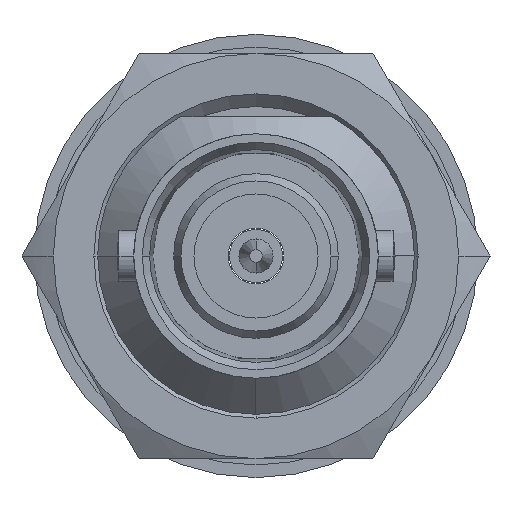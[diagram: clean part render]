
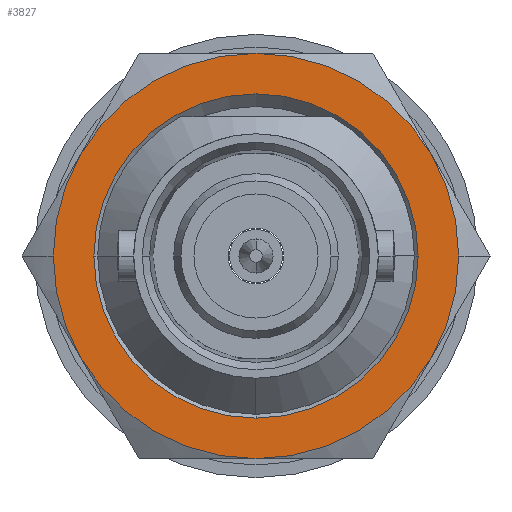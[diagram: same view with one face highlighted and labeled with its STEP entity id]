
A CAD part, left-side view. The second image highlights one B-rep face of the part: STEP entity #3827.
In plain terms, the highlighted planar face has unit normal (-1, 0, 0).
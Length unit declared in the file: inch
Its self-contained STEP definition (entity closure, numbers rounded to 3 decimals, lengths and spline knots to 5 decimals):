
#48 = CIRCLE ( 'NONE', #6871, 0.31496 ) ;
#69 = VERTEX_POINT ( 'NONE', #4530 ) ;
#82 = ORIENTED_EDGE ( 'NONE', *, *, #503, .F. ) ;
#104 = VERTEX_POINT ( 'NONE', #902 ) ;
#130 = CARTESIAN_POINT ( 'NONE',  ( 0., 0., 0. ) ) ;
#131 = PLANE ( 'NONE',  #6340 ) ;
#361 = DIRECTION ( 'NONE',  ( 1., 0., 0. ) ) ;
#371 = DIRECTION ( 'NONE',  ( 1., 0., 0. ) ) ;
#391 = CIRCLE ( 'NONE', #5191, 0.31496 ) ;
#448 = AXIS2_PLACEMENT_3D ( 'NONE', #3472, #4611, #5224 ) ;
#503 = EDGE_CURVE ( 'NONE', #2926, #4475, #7044, .T. ) ;
#512 = CIRCLE ( 'NONE', #1899, 0.25197 ) ;
#601 = CARTESIAN_POINT ( 'NONE',  ( 0., 0., 0. ) ) ;
#658 = CIRCLE ( 'NONE', #5089, 0.31496 ) ;
#788 = EDGE_CURVE ( 'NONE', #104, #4875, #1940, .T. ) ;
#791 = DIRECTION ( 'NONE',  ( 0., -0.866, -0.5 ) ) ;
#902 = CARTESIAN_POINT ( 'NONE',  ( 0., 0.31496, 0. ) ) ;
#948 = VERTEX_POINT ( 'NONE', #2168 ) ;
#958 = CARTESIAN_POINT ( 'NONE',  ( 0., 0., 0. ) ) ;
#1029 = EDGE_CURVE ( 'NONE', #1666, #69, #1928, .T. ) ;
#1082 = CIRCLE ( 'NONE', #448, 0.31496 ) ;
#1188 = DIRECTION ( 'NONE',  ( 1., 0., 0. ) ) ;
#1369 = DIRECTION ( 'NONE',  ( 0., 0., -1. ) ) ;
#1496 = FACE_OUTER_BOUND ( 'NONE', #1612, .T. ) ;
#1550 = AXIS2_PLACEMENT_3D ( 'NONE', #6877, #6717, #1369 ) ;
#1570 = EDGE_CURVE ( 'NONE', #7670, #4875, #1685, .T. ) ;
#1612 = EDGE_LOOP ( 'NONE', ( #2128, #3616, #5744, #4075, #82, #4320, #1870, #5805 ) ) ;
#1666 = VERTEX_POINT ( 'NONE', #2073 ) ;
#1671 = AXIS2_PLACEMENT_3D ( 'NONE', #958, #361, #5821 ) ;
#1685 = CIRCLE ( 'NONE', #1550, 0.31496 ) ;
#1852 = ORIENTED_EDGE ( 'NONE', *, *, #7465, .T. ) ;
#1864 = DIRECTION ( 'NONE',  ( 0., 0.866, 0.5 ) ) ;
#1870 = ORIENTED_EDGE ( 'NONE', *, *, #2764, .T. ) ;
#1899 = AXIS2_PLACEMENT_3D ( 'NONE', #3586, #1188, #6575 ) ;
#1928 = CIRCLE ( 'NONE', #1671, 0.25197 ) ;
#1940 = CIRCLE ( 'NONE', #4715, 0.31496 ) ;
#1953 = EDGE_CURVE ( 'NONE', #69, #2456, #6869, .T. ) ;
#2015 = CIRCLE ( 'NONE', #5688, 0.31496 ) ;
#2073 = CARTESIAN_POINT ( 'NONE',  ( 0., -0.25197, 0. ) ) ;
#2093 = EDGE_CURVE ( 'NONE', #948, #7670, #48, .T. ) ;
#2101 = AXIS2_PLACEMENT_3D ( 'NONE', #7026, #6306, #5789 ) ;
#2128 = ORIENTED_EDGE ( 'NONE', *, *, #1570, .F. ) ;
#2168 = CARTESIAN_POINT ( 'NONE',  ( 0., -0.27276, -0.15748 ) ) ;
#2456 = VERTEX_POINT ( 'NONE', #4147 ) ;
#2646 = FACE_BOUND ( 'NONE', #3349, .T. ) ;
#2764 = EDGE_CURVE ( 'NONE', #6936, #104, #1082, .T. ) ;
#2926 = VERTEX_POINT ( 'NONE', #5298 ) ;
#3207 = CARTESIAN_POINT ( 'NONE',  ( 0., -0.31496, 0. ) ) ;
#3242 = DIRECTION ( 'NONE',  ( 0., 1., 0. ) ) ;
#3349 = EDGE_LOOP ( 'NONE', ( #6390, #6710, #1852 ) ) ;
#3449 = CARTESIAN_POINT ( 'NONE',  ( 0., 0., 0. ) ) ;
#3472 = CARTESIAN_POINT ( 'NONE',  ( 0., 0., 0. ) ) ;
#3586 = CARTESIAN_POINT ( 'NONE',  ( 0., 0., 0. ) ) ;
#3616 = ORIENTED_EDGE ( 'NONE', *, *, #2093, .F. ) ;
#3652 = CARTESIAN_POINT ( 'NONE',  ( 0., 0., 0. ) ) ;
#3678 = DIRECTION ( 'NONE',  ( -1., 0., 0. ) ) ;
#3827 = ADVANCED_FACE ( 'NONE', ( #2646, #1496 ), #131, .F. ) ;
#4057 = DIRECTION ( 'NONE',  ( 0., 0.866, 0.5 ) ) ;
#4067 = AXIS2_PLACEMENT_3D ( 'NONE', #3449, #371, #5791 ) ;
#4075 = ORIENTED_EDGE ( 'NONE', *, *, #4557, .T. ) ;
#4147 = CARTESIAN_POINT ( 'NONE',  ( 0., 0.25197, 0. ) ) ;
#4296 = CARTESIAN_POINT ( 'NONE',  ( 0., 0., -0.31496 ) ) ;
#4320 = ORIENTED_EDGE ( 'NONE', *, *, #7360, .F. ) ;
#4426 = CARTESIAN_POINT ( 'NONE',  ( 0., 0., 0. ) ) ;
#4475 = VERTEX_POINT ( 'NONE', #4570 ) ;
#4530 = CARTESIAN_POINT ( 'NONE',  ( 0., 0., -0.25197 ) ) ;
#4557 = EDGE_CURVE ( 'NONE', #7111, #4475, #658, .T. ) ;
#4570 = CARTESIAN_POINT ( 'NONE',  ( 0., -0.27276, 0.15748 ) ) ;
#4611 = DIRECTION ( 'NONE',  ( -1., 0., 0. ) ) ;
#4715 = AXIS2_PLACEMENT_3D ( 'NONE', #5002, #3678, #1864 ) ;
#4875 = VERTEX_POINT ( 'NONE', #5796 ) ;
#5002 = CARTESIAN_POINT ( 'NONE',  ( 0., 0., 0. ) ) ;
#5068 = DIRECTION ( 'NONE',  ( -1., 0., 0. ) ) ;
#5089 = AXIS2_PLACEMENT_3D ( 'NONE', #3652, #7198, #5929 ) ;
#5191 = AXIS2_PLACEMENT_3D ( 'NONE', #7563, #5225, #4057 ) ;
#5224 = DIRECTION ( 'NONE',  ( 0., 0.866, 0.5 ) ) ;
#5225 = DIRECTION ( 'NONE',  ( 1., 0., 0. ) ) ;
#5298 = CARTESIAN_POINT ( 'NONE',  ( 0., 0., 0.31496 ) ) ;
#5688 = AXIS2_PLACEMENT_3D ( 'NONE', #130, #5068, #791 ) ;
#5744 = ORIENTED_EDGE ( 'NONE', *, *, #7097, .T. ) ;
#5789 = DIRECTION ( 'NONE',  ( 0., 0., 1. ) ) ;
#5791 = DIRECTION ( 'NONE',  ( 0., -1., 0. ) ) ;
#5796 = CARTESIAN_POINT ( 'NONE',  ( 0., 0.27276, -0.15748 ) ) ;
#5805 = ORIENTED_EDGE ( 'NONE', *, *, #788, .T. ) ;
#5821 = DIRECTION ( 'NONE',  ( 0., -1., 0. ) ) ;
#5929 = DIRECTION ( 'NONE',  ( 0., -0.866, -0.5 ) ) ;
#6146 = DIRECTION ( 'NONE',  ( 1., 0., 0. ) ) ;
#6306 = DIRECTION ( 'NONE',  ( 1., 0., 0. ) ) ;
#6340 = AXIS2_PLACEMENT_3D ( 'NONE', #4426, #6146, #3242 ) ;
#6390 = ORIENTED_EDGE ( 'NONE', *, *, #1029, .T. ) ;
#6575 = DIRECTION ( 'NONE',  ( 0., 1., 0. ) ) ;
#6632 = DIRECTION ( 'NONE',  ( 1., 0., 0. ) ) ;
#6710 = ORIENTED_EDGE ( 'NONE', *, *, #1953, .T. ) ;
#6717 = DIRECTION ( 'NONE',  ( 1., 0., 0. ) ) ;
#6746 = DIRECTION ( 'NONE',  ( 0., -0.866, -0.5 ) ) ;
#6869 = CIRCLE ( 'NONE', #4067, 0.25197 ) ;
#6871 = AXIS2_PLACEMENT_3D ( 'NONE', #601, #6632, #6746 ) ;
#6877 = CARTESIAN_POINT ( 'NONE',  ( 0., 0., 0. ) ) ;
#6936 = VERTEX_POINT ( 'NONE', #7730 ) ;
#7026 = CARTESIAN_POINT ( 'NONE',  ( 0., 0., 0. ) ) ;
#7044 = CIRCLE ( 'NONE', #2101, 0.31496 ) ;
#7097 = EDGE_CURVE ( 'NONE', #948, #7111, #2015, .T. ) ;
#7111 = VERTEX_POINT ( 'NONE', #3207 ) ;
#7198 = DIRECTION ( 'NONE',  ( -1., 0., 0. ) ) ;
#7360 = EDGE_CURVE ( 'NONE', #6936, #2926, #391, .T. ) ;
#7465 = EDGE_CURVE ( 'NONE', #2456, #1666, #512, .T. ) ;
#7563 = CARTESIAN_POINT ( 'NONE',  ( 0., 0., 0. ) ) ;
#7670 = VERTEX_POINT ( 'NONE', #4296 ) ;
#7730 = CARTESIAN_POINT ( 'NONE',  ( 0., 0.27276, 0.15748 ) ) ;
